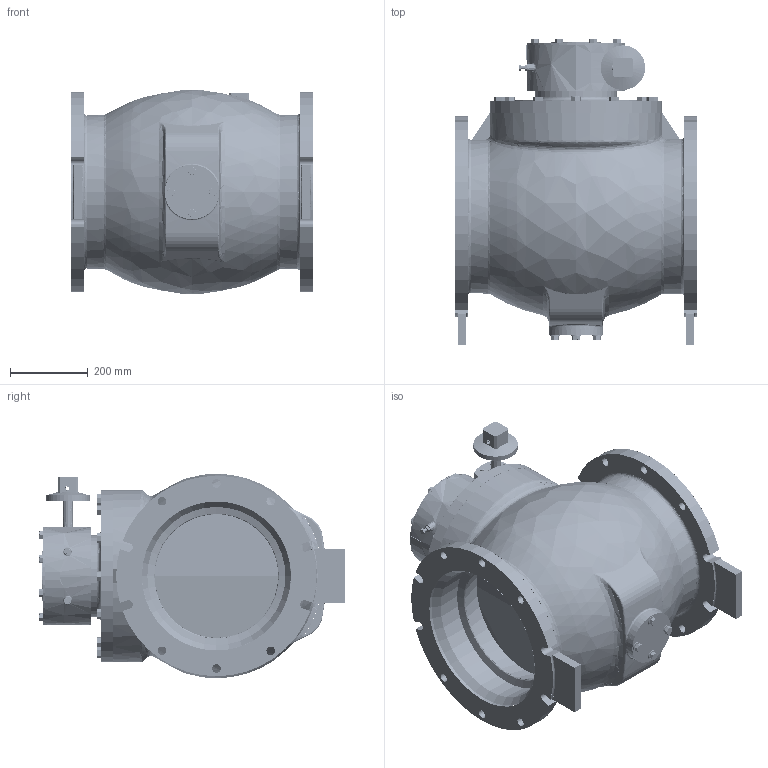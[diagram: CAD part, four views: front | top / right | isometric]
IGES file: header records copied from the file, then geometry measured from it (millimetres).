
Start section: SolidWorks IGES file using analytic representation for surfaces
Global section: file name: Plug MJxMJ-14in-Nut.igs; native system: SolidWorks 2014; preprocessor: SolidWorks 2014; author: PRINCE; date: 170508.144445; units: inch
Bounding box: 622.3 x 785.99 x 526.42 mm (x, y, z)
Surface area: 4640105 mm2 (no closed solid volume)
Topology: 0 solids, 0 shells, 2027 faces, 35573 edges, 35478 vertices
Faces by surface type: revolution 1127, bspline 900
